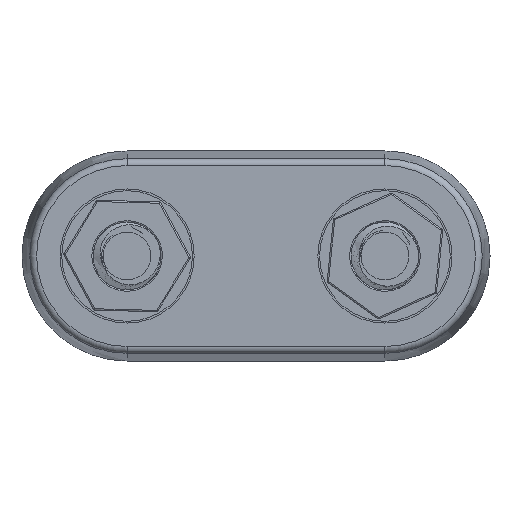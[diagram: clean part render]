
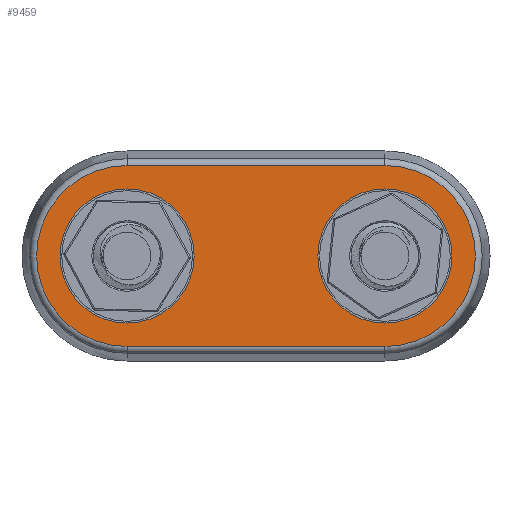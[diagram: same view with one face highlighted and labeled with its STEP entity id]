
A CAD part, front view. The second image highlights one B-rep face of the part: STEP entity #9459.
In plain terms, the highlighted face is planar.
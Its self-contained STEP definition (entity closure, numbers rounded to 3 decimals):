
#12 = DIRECTION ( 'NONE',  ( 0., 0., -1. ) ) ;
#52 = EDGE_CURVE ( 'NONE', #6423, #11463, #2715, .T. ) ;
#104 = CIRCLE ( 'NONE', #12021, 4.85 ) ;
#286 = ORIENTED_EDGE ( 'NONE', *, *, #6211, .T. ) ;
#343 = CIRCLE ( 'NONE', #11584, 4.85 ) ;
#625 = VECTOR ( 'NONE', #8035, 1000. ) ;
#683 = ORIENTED_EDGE ( 'NONE', *, *, #1641, .F. ) ;
#808 = CARTESIAN_POINT ( 'NONE',  ( 9.325, 5., 6.544 ) ) ;
#979 = CARTESIAN_POINT ( 'NONE',  ( -9.325, 5., -6.544 ) ) ;
#1080 = DIRECTION ( 'NONE',  ( 0., 0., 1. ) ) ;
#1211 = VERTEX_POINT ( 'NONE', #10910 ) ;
#1457 = ORIENTED_EDGE ( 'NONE', *, *, #52, .T. ) ;
#1491 = DIRECTION ( 'NONE',  ( 0., 0., -1. ) ) ;
#1508 = DIRECTION ( 'NONE',  ( 0., 0., 1. ) ) ;
#1551 = CARTESIAN_POINT ( 'NONE',  ( -9.325, 5., 0. ) ) ;
#1641 = EDGE_CURVE ( 'NONE', #7079, #1869, #104, .T. ) ;
#1869 = VERTEX_POINT ( 'NONE', #3412 ) ;
#2127 = DIRECTION ( 'NONE',  ( 0., 1., 0. ) ) ;
#2237 = FACE_BOUND ( 'NONE', #10171, .T. ) ;
#2334 = CARTESIAN_POINT ( 'NONE',  ( 9.325, 5., -6.544 ) ) ;
#2715 = CIRCLE ( 'NONE', #3622, 6.544 ) ;
#3180 = DIRECTION ( 'NONE',  ( -1., 0., 0. ) ) ;
#3412 = CARTESIAN_POINT ( 'NONE',  ( 9.325, 5., 4.85 ) ) ;
#3581 = AXIS2_PLACEMENT_3D ( 'NONE', #11436, #11556, #12 ) ;
#3622 = AXIS2_PLACEMENT_3D ( 'NONE', #1551, #8763, #1491 ) ;
#3964 = CIRCLE ( 'NONE', #11170, 6.544 ) ;
#4173 = AXIS2_PLACEMENT_3D ( 'NONE', #12946, #4566, #1508 ) ;
#4247 = DIRECTION ( 'NONE',  ( 0., 1., 0. ) ) ;
#4337 = CARTESIAN_POINT ( 'NONE',  ( 9.325, 5., 0. ) ) ;
#4377 = DIRECTION ( 'NONE',  ( 0., 1., 0. ) ) ;
#4566 = DIRECTION ( 'NONE',  ( 0., 1., 0. ) ) ;
#4620 = CIRCLE ( 'NONE', #4173, 4.85 ) ;
#4721 = EDGE_LOOP ( 'NONE', ( #10854, #286, #5913, #1457 ) ) ;
#4962 = DIRECTION ( 'NONE',  ( 0., 0., -1. ) ) ;
#5461 = CARTESIAN_POINT ( 'NONE',  ( -9.325, 5., 0. ) ) ;
#5762 = CARTESIAN_POINT ( 'NONE',  ( -9.325, 5., 4.85 ) ) ;
#5765 = EDGE_CURVE ( 'NONE', #1869, #7079, #11781, .T. ) ;
#5847 = EDGE_CURVE ( 'NONE', #10102, #10781, #343, .T. ) ;
#5913 = ORIENTED_EDGE ( 'NONE', *, *, #8806, .T. ) ;
#6202 = CARTESIAN_POINT ( 'NONE',  ( 9.325, 5., 0. ) ) ;
#6211 = EDGE_CURVE ( 'NONE', #1211, #13515, #3964, .T. ) ;
#6423 = VERTEX_POINT ( 'NONE', #979 ) ;
#6845 = LINE ( 'NONE', #808, #625 ) ;
#7079 = VERTEX_POINT ( 'NONE', #11908 ) ;
#7773 = CARTESIAN_POINT ( 'NONE',  ( -9.325, 5., 6.544 ) ) ;
#7832 = EDGE_CURVE ( 'NONE', #11463, #1211, #6845, .T. ) ;
#8035 = DIRECTION ( 'NONE',  ( 1., 0., 0. ) ) ;
#8084 = DIRECTION ( 'NONE',  ( 0., 1., 0. ) ) ;
#8135 = FACE_OUTER_BOUND ( 'NONE', #4721, .T. ) ;
#8352 = CARTESIAN_POINT ( 'NONE',  ( -9.325, 5., -4.85 ) ) ;
#8763 = DIRECTION ( 'NONE',  ( 0., 1., 0. ) ) ;
#8806 = EDGE_CURVE ( 'NONE', #13515, #6423, #11546, .T. ) ;
#9459 = ADVANCED_FACE ( 'NONE', ( #8135, #2237, #10402 ), #11480, .F. ) ;
#9630 = ORIENTED_EDGE ( 'NONE', *, *, #5765, .F. ) ;
#9706 = DIRECTION ( 'NONE',  ( 0., 0., 1. ) ) ;
#10102 = VERTEX_POINT ( 'NONE', #5762 ) ;
#10171 = EDGE_LOOP ( 'NONE', ( #9630, #683 ) ) ;
#10402 = FACE_BOUND ( 'NONE', #13410, .T. ) ;
#10583 = CARTESIAN_POINT ( 'NONE',  ( 9.325, 5., -6.544 ) ) ;
#10739 = VECTOR ( 'NONE', #3180, 1000. ) ;
#10781 = VERTEX_POINT ( 'NONE', #8352 ) ;
#10832 = ORIENTED_EDGE ( 'NONE', *, *, #12167, .F. ) ;
#10854 = ORIENTED_EDGE ( 'NONE', *, *, #7832, .T. ) ;
#10910 = CARTESIAN_POINT ( 'NONE',  ( 9.325, 5., 6.544 ) ) ;
#11170 = AXIS2_PLACEMENT_3D ( 'NONE', #12103, #8084, #4962 ) ;
#11436 = CARTESIAN_POINT ( 'NONE',  ( 9.325, 5., 0. ) ) ;
#11463 = VERTEX_POINT ( 'NONE', #7773 ) ;
#11480 = PLANE ( 'NONE',  #3581 ) ;
#11546 = LINE ( 'NONE', #2334, #10739 ) ;
#11556 = DIRECTION ( 'NONE',  ( 0., -1., 0. ) ) ;
#11584 = AXIS2_PLACEMENT_3D ( 'NONE', #5461, #4377, #9706 ) ;
#11781 = CIRCLE ( 'NONE', #12620, 4.85 ) ;
#11908 = CARTESIAN_POINT ( 'NONE',  ( 9.325, 5., -4.85 ) ) ;
#12021 = AXIS2_PLACEMENT_3D ( 'NONE', #6202, #2127, #1080 ) ;
#12103 = CARTESIAN_POINT ( 'NONE',  ( 9.325, 5., 0. ) ) ;
#12167 = EDGE_CURVE ( 'NONE', #10781, #10102, #4620, .T. ) ;
#12620 = AXIS2_PLACEMENT_3D ( 'NONE', #4337, #4247, #13537 ) ;
#12904 = ORIENTED_EDGE ( 'NONE', *, *, #5847, .F. ) ;
#12946 = CARTESIAN_POINT ( 'NONE',  ( -9.325, 5., 0. ) ) ;
#13410 = EDGE_LOOP ( 'NONE', ( #12904, #10832 ) ) ;
#13515 = VERTEX_POINT ( 'NONE', #10583 ) ;
#13537 = DIRECTION ( 'NONE',  ( 0., 0., 1. ) ) ;
